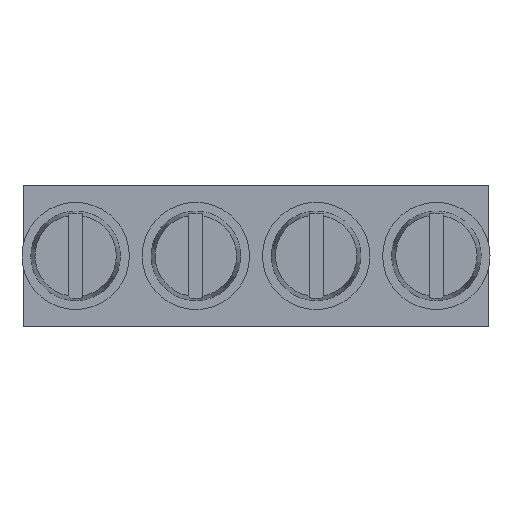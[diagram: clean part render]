
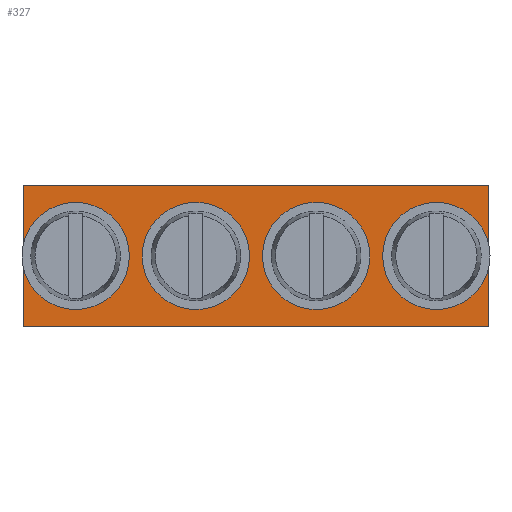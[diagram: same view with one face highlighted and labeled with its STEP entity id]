
A CAD part, top view. The second image highlights one B-rep face of the part: STEP entity #327.
In plain terms, the highlighted planar face has unit normal (0, 0, 1).
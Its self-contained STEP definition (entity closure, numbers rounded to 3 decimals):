
#215=AXIS2_PLACEMENT_3D('Circle Axis2P3D',#213,#214,$) ;
#228=AXIS2_PLACEMENT_3D('Plane Axis2P3D',#225,#226,#227) ;
#266=AXIS2_PLACEMENT_3D('Circle Axis2P3D',#264,#265,$) ;
#275=AXIS2_PLACEMENT_3D('Circle Axis2P3D',#273,#274,$) ;
#284=AXIS2_PLACEMENT_3D('Circle Axis2P3D',#282,#283,$) ;
#293=AXIS2_PLACEMENT_3D('Circle Axis2P3D',#291,#292,$) ;
#302=AXIS2_PLACEMENT_3D('Circle Axis2P3D',#300,#301,$) ;
#311=AXIS2_PLACEMENT_3D('Circle Axis2P3D',#309,#310,$) ;
#320=AXIS2_PLACEMENT_3D('Circle Axis2P3D',#318,#319,$) ;
#196=CARTESIAN_POINT('Vertex',(6.071,3.671,1.5)) ;
#210=CARTESIAN_POINT('Vertex',(8.529,2.329,1.5)) ;
#213=CARTESIAN_POINT('Axis2P3D Location',(7.3,3.,1.5)) ;
#225=CARTESIAN_POINT('Axis2P3D Location',(0.,0.,1.5)) ;
#230=CARTESIAN_POINT('Line Origine',(9.85,0.,1.5)) ;
#234=CARTESIAN_POINT('Vertex',(0.,0.,1.5)) ;
#236=CARTESIAN_POINT('Vertex',(19.7,0.,1.5)) ;
#239=CARTESIAN_POINT('Line Origine',(19.7,3.,1.5)) ;
#243=CARTESIAN_POINT('Vertex',(19.7,6.,1.5)) ;
#246=CARTESIAN_POINT('Line Origine',(9.85,6.,1.5)) ;
#250=CARTESIAN_POINT('Vertex',(0.,6.,1.5)) ;
#253=CARTESIAN_POINT('Line Origine',(0.,3.,1.5)) ;
#264=CARTESIAN_POINT('Axis2P3D Location',(12.4,3.,1.5)) ;
#268=CARTESIAN_POINT('Vertex',(11.171,3.671,1.5)) ;
#270=CARTESIAN_POINT('Vertex',(13.629,2.329,1.5)) ;
#273=CARTESIAN_POINT('Axis2P3D Location',(12.4,3.,1.5)) ;
#282=CARTESIAN_POINT('Axis2P3D Location',(2.2,3.,1.5)) ;
#286=CARTESIAN_POINT('Vertex',(0.971,3.671,1.5)) ;
#288=CARTESIAN_POINT('Vertex',(3.429,2.329,1.5)) ;
#291=CARTESIAN_POINT('Axis2P3D Location',(2.2,3.,1.5)) ;
#300=CARTESIAN_POINT('Axis2P3D Location',(17.5,3.,1.5)) ;
#304=CARTESIAN_POINT('Vertex',(16.271,3.671,1.5)) ;
#306=CARTESIAN_POINT('Vertex',(18.729,2.329,1.5)) ;
#309=CARTESIAN_POINT('Axis2P3D Location',(17.5,3.,1.5)) ;
#318=CARTESIAN_POINT('Axis2P3D Location',(7.3,3.,1.5)) ;
#214=DIRECTION('Axis2P3D Direction',(0.,-0.,-1.)) ;
#226=DIRECTION('Axis2P3D Direction',(0.,0.,1.)) ;
#227=DIRECTION('Axis2P3D XDirection',(1.,0.,0.)) ;
#231=DIRECTION('Vector Direction',(1.,0.,0.)) ;
#240=DIRECTION('Vector Direction',(0.,1.,0.)) ;
#247=DIRECTION('Vector Direction',(-1.,0.,0.)) ;
#254=DIRECTION('Vector Direction',(0.,-1.,0.)) ;
#265=DIRECTION('Axis2P3D Direction',(0.,0.,1.)) ;
#274=DIRECTION('Axis2P3D Direction',(0.,0.,1.)) ;
#283=DIRECTION('Axis2P3D Direction',(0.,0.,1.)) ;
#292=DIRECTION('Axis2P3D Direction',(0.,0.,1.)) ;
#301=DIRECTION('Axis2P3D Direction',(0.,0.,1.)) ;
#310=DIRECTION('Axis2P3D Direction',(0.,0.,1.)) ;
#319=DIRECTION('Axis2P3D Direction',(0.,0.,1.)) ;
#232=VECTOR('Line Direction',#231,1.) ;
#241=VECTOR('Line Direction',#240,1.) ;
#248=VECTOR('Line Direction',#247,1.) ;
#255=VECTOR('Line Direction',#254,1.) ;
#259=ORIENTED_EDGE('',*,*,#238,.T.) ;
#260=ORIENTED_EDGE('',*,*,#245,.T.) ;
#261=ORIENTED_EDGE('',*,*,#252,.T.) ;
#262=ORIENTED_EDGE('',*,*,#257,.T.) ;
#279=ORIENTED_EDGE('',*,*,#272,.F.) ;
#280=ORIENTED_EDGE('',*,*,#277,.F.) ;
#297=ORIENTED_EDGE('',*,*,#290,.F.) ;
#298=ORIENTED_EDGE('',*,*,#295,.F.) ;
#315=ORIENTED_EDGE('',*,*,#308,.F.) ;
#316=ORIENTED_EDGE('',*,*,#313,.F.) ;
#324=ORIENTED_EDGE('',*,*,#322,.F.) ;
#325=ORIENTED_EDGE('',*,*,#217,.F.) ;
#281=FACE_BOUND('',#278,.T.) ;
#299=FACE_BOUND('',#296,.T.) ;
#317=FACE_BOUND('',#314,.T.) ;
#326=FACE_BOUND('',#323,.T.) ;
#327=ADVANCED_FACE('QL 4 SAKD2.5N.1\\Body.2',(#263,#281,#299,#317,#326),#229,.T.) ;
#216=CIRCLE('generated circle',#215,1.4) ;
#267=CIRCLE('generated circle',#266,1.4) ;
#276=CIRCLE('generated circle',#275,1.4) ;
#285=CIRCLE('generated circle',#284,1.4) ;
#294=CIRCLE('generated circle',#293,1.4) ;
#303=CIRCLE('generated circle',#302,1.4) ;
#312=CIRCLE('generated circle',#311,1.4) ;
#321=CIRCLE('generated circle',#320,1.4) ;
#217=EDGE_CURVE('',#211,#197,#216,.F.) ;
#238=EDGE_CURVE('',#235,#237,#233,.T.) ;
#245=EDGE_CURVE('',#237,#244,#242,.T.) ;
#252=EDGE_CURVE('',#244,#251,#249,.T.) ;
#257=EDGE_CURVE('',#251,#235,#256,.T.) ;
#272=EDGE_CURVE('',#269,#271,#267,.T.) ;
#277=EDGE_CURVE('',#271,#269,#276,.T.) ;
#290=EDGE_CURVE('',#287,#289,#285,.T.) ;
#295=EDGE_CURVE('',#289,#287,#294,.T.) ;
#308=EDGE_CURVE('',#305,#307,#303,.T.) ;
#313=EDGE_CURVE('',#307,#305,#312,.T.) ;
#322=EDGE_CURVE('',#197,#211,#321,.T.) ;
#258=EDGE_LOOP('',(#259,#260,#261,#262)) ;
#278=EDGE_LOOP('',(#279,#280)) ;
#296=EDGE_LOOP('',(#297,#298)) ;
#314=EDGE_LOOP('',(#315,#316)) ;
#323=EDGE_LOOP('',(#324,#325)) ;
#263=FACE_OUTER_BOUND('',#258,.T.) ;
#233=LINE('Line',#230,#232) ;
#242=LINE('Line',#239,#241) ;
#249=LINE('Line',#246,#248) ;
#256=LINE('Line',#253,#255) ;
#229=PLANE('',#228) ;
#197=VERTEX_POINT('',#196) ;
#211=VERTEX_POINT('',#210) ;
#235=VERTEX_POINT('',#234) ;
#237=VERTEX_POINT('',#236) ;
#244=VERTEX_POINT('',#243) ;
#251=VERTEX_POINT('',#250) ;
#269=VERTEX_POINT('',#268) ;
#271=VERTEX_POINT('',#270) ;
#287=VERTEX_POINT('',#286) ;
#289=VERTEX_POINT('',#288) ;
#305=VERTEX_POINT('',#304) ;
#307=VERTEX_POINT('',#306) ;
